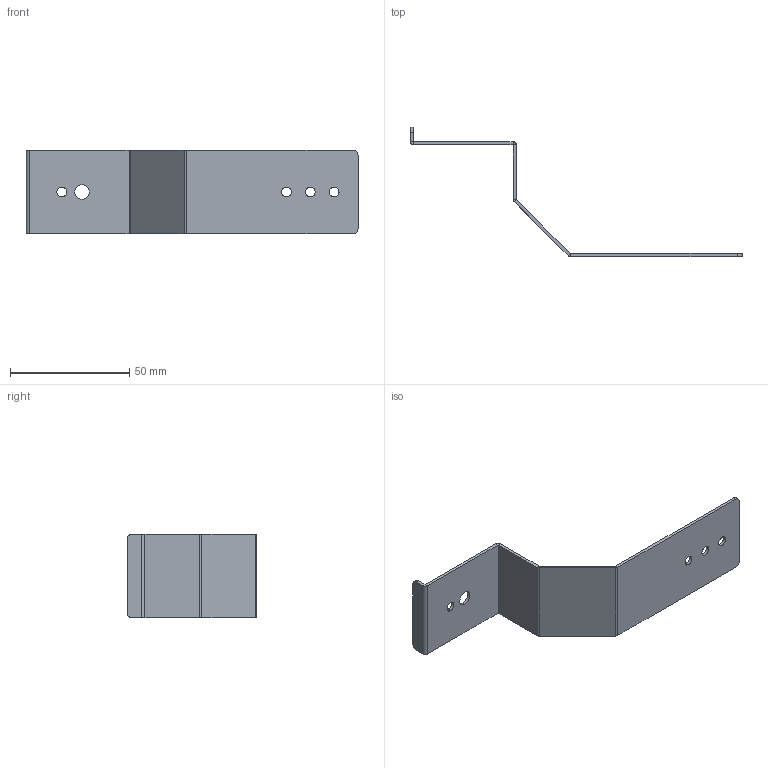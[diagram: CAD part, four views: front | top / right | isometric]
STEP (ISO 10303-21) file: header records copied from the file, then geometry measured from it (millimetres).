
FILE_DESCRIPTION (( 'STEP AP203' ), '1' );
FILE_NAME ('R5DSF02.step', '2011-04-07T09:50:20', ( 'User' ), ( 'DKC' ), 'SwSTEP 2.0', 'SolidWorks 2011', '' );
FILE_SCHEMA (( 'CONFIG_CONTROL_DESIGN' ));
Length unit declared in the file: millimetre
Products named in the file (1): R5DSF02
Bounding box: 139.23 x 54.23 x 35 mm (x, y, z)
Volume: 7986.5 mm3; surface area: 12928 mm2
Topology: 1 solids, 1 shells, 52 faces, 118 edges, 68 vertices
Faces by surface type: plane 30, cylinder 22
Entity records: 1527 total; most frequent: DIRECTION 268, CARTESIAN_POINT 239, ORIENTED_EDGE 236, EDGE_CURVE 118, AXIS2_PLACEMENT_3D 97, LINE 74, VECTOR 74, VERTEX_POINT 68
